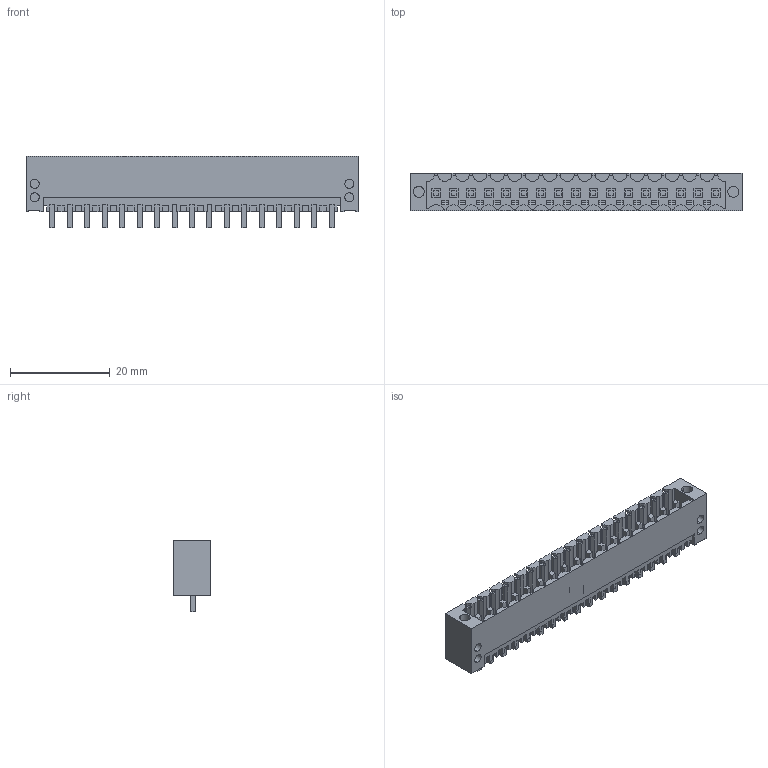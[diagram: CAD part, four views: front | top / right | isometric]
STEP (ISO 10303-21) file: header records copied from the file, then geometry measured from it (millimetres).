
FILE_DESCRIPTION(('CATIA V5 STEP Exchange','CAx-IF Rec.Pracs.--- Model Styling and Organization---1.2---2011-12-15'),'2;1');
FILE_NAME ('D1457307_0_1842920000_1842920000.stp','2018-03-14T17:34:24+00:00',('none'),('Weidmueller'),'CATIA Version 5-6 Release 2014','CATIA V5 STEP AP214','none');
FILE_SCHEMA(('AUTOMOTIVE_DESIGN { 1 0 10303 214 1 1 1 1 }'));
Length unit declared in the file: millimetre
Products named in the file (1): 1842920000
Bounding box: 66.5 x 7.45 x 14.25 mm (x, y, z)
Volume: 2330.9 mm3; surface area: 6052.5 mm2
Topology: 18 solids, 18 shells, 1343 faces, 3936 edges, 2676 vertices
Faces by surface type: plane 1202, cylinder 141
Entity records: 46114 total; most frequent: CARTESIAN_POINT 9494, ORIENTED_EDGE 7872, DIRECTION 6340, EDGE_CURVE 3936, VECTOR 3586, LINE 3586, VERTEX_POINT 2676, EDGE_LOOP 1424
